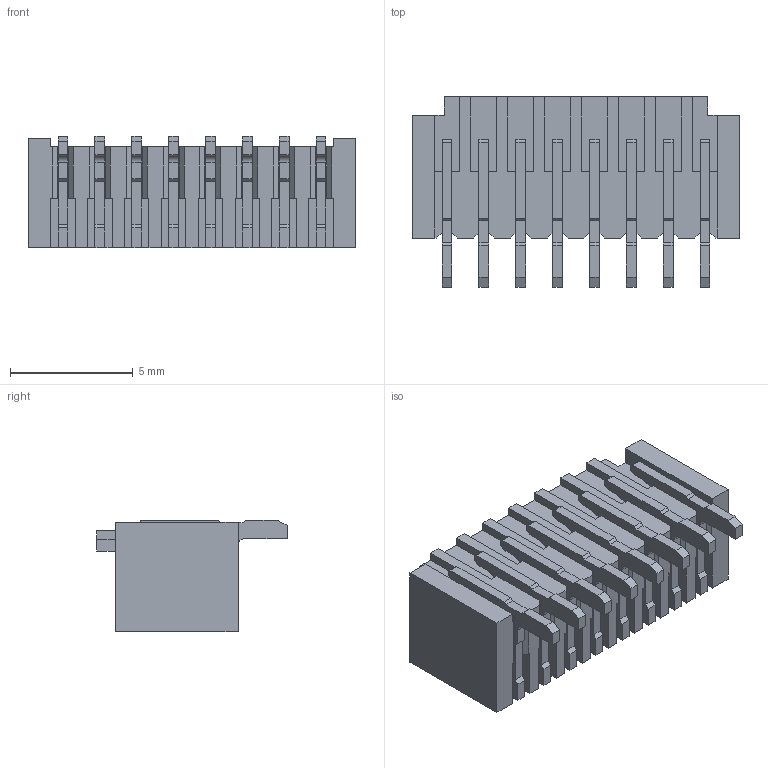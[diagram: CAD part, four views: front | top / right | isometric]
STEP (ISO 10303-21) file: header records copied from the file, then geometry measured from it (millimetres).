
FILE_DESCRIPTION( ( 'STEP AP214' ), '1' );
FILE_NAME( 'psolqas13381383325.stp', '2019-07-15T11:38:13', ( '' ), ( '' ), ' ', 'PARTsolutions', ' ' );
FILE_SCHEMA( ( 'AUTOMOTIVE_DESIGN { 1 0 10303 214 1 1 1 1 }' ) );
Length unit declared in the file: metre
Products named in the file (1): 1
Bounding box: 13.3 x 7.75 x 4.52 mm (x, y, z)
Volume: 156.4 mm3; surface area: 603.6 mm2
Topology: 1 solids, 1 shells, 411 faces, 1221 edges, 812 vertices
Faces by surface type: plane 395, cylinder 16
Entity records: 13546 total; most frequent: CARTESIAN_POINT 2445, ORIENTED_EDGE 2442, DIRECTION 2077, EDGE_CURVE 1221, LINE 1189, VECTOR 1189, VERTEX_POINT 812, AXIS2_PLACEMENT_3D 444
